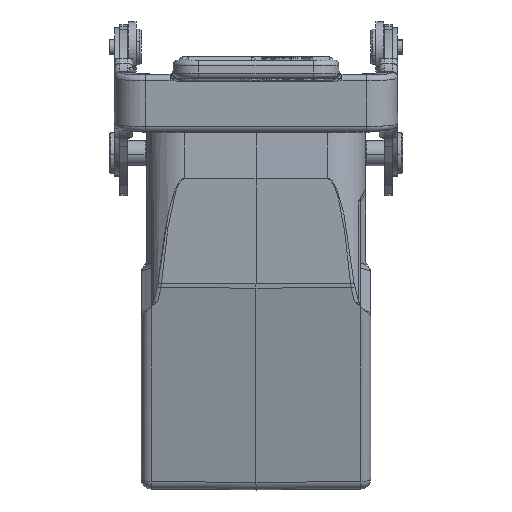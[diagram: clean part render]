
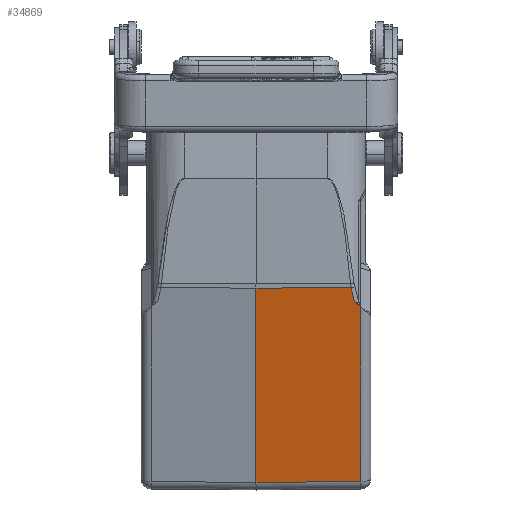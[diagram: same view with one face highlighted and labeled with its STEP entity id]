
A CAD part, left-side view. The second image highlights one B-rep face of the part: STEP entity #34869.
In plain terms, the highlighted planar face has unit normal (-0.966, -0.009, -0.259).
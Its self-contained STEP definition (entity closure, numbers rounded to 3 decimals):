
#4692=CARTESIAN_POINT('',(-33.383,-20.517,
-36.083));
#4708=DIRECTION('',(-0.259,0.,0.966));
#4709=VECTOR('',#4708,35.464);
#4710=CARTESIAN_POINT('',(-24.205,-20.517,
-70.339));
#4711=LINE('',#4710,#4709);
#4740=DIRECTION('',(-0.259,0.,0.966));
#4741=VECTOR('',#4740,39.439);
#4742=CARTESIAN_POINT('',(-24.342,0.,
-70.518));
#4743=LINE('',#4742,#4741);
#4744=CARTESIAN_POINT('',(-34.389,-18.655,
-32.394));
#4745=CARTESIAN_POINT('',(-34.15,-18.889,
-33.278));
#4746=CARTESIAN_POINT('',(-33.909,-19.089,
-34.171));
#4747=CARTESIAN_POINT('',(-33.666,-19.266,
-35.069));
#4749=DIRECTION('',(0.173,-0.765,-0.62));
#4750=VECTOR('',#4749,1.636);
#4751=CARTESIAN_POINT('',(-33.666,-19.266,
-35.069));
#4752=LINE('',#4751,#4750);
#4753=DIRECTION('',(-0.007,1.,-0.009));
#4754=VECTOR('',#4753,20.519);
#4755=CARTESIAN_POINT('',(-24.205,-20.517,
-70.339));
#4756=LINE('',#4755,#4754);
#5344=DIRECTION('',(-0.009,1.,-0.002));
#5345=VECTOR('',#5344,18.656);
#5346=CARTESIAN_POINT('',(-34.389,-18.655,
-32.394));
#5347=LINE('',#5346,#5345);
#23241=VERTEX_POINT('',#4692);
#23242=CARTESIAN_POINT('',(-24.205,-20.517,
-70.339));
#23243=VERTEX_POINT('',#23242);
#23244=CARTESIAN_POINT('',(-33.666,-19.266,
-35.069));
#23245=VERTEX_POINT('',#23244);
#23251=CARTESIAN_POINT('',(-34.389,-18.655,
-32.394));
#23252=CARTESIAN_POINT('',(-34.55,0.,
-32.423));
#23253=VERTEX_POINT('',#23251);
#23254=VERTEX_POINT('',#23252);
#23255=CARTESIAN_POINT('',(-24.342,0.,
-70.518));
#23256=VERTEX_POINT('',#23255);
#34852=CARTESIAN_POINT('',(-23.945,0.,-72.));
#34853=DIRECTION('',(-0.966,-0.009,-0.259));
#34854=DIRECTION('',(-0.259,0.,0.966));
#34855=AXIS2_PLACEMENT_3D('',#34852,#34853,#34854);
#34856=PLANE('',#34855);
#34858=ORIENTED_EDGE('',*,*,#34857,.T.);
#34860=ORIENTED_EDGE('',*,*,#34859,.F.);
#34862=ORIENTED_EDGE('',*,*,#34861,.T.);
#34863=ORIENTED_EDGE('',*,*,#34835,.T.);
#34864=ORIENTED_EDGE('',*,*,#34825,.F.);
#34866=ORIENTED_EDGE('',*,*,#34865,.T.);
#34867=EDGE_LOOP('',(#34858,#34860,#34862,#34863,#34864,#34866));
#34868=FACE_OUTER_BOUND('',#34867,.F.);
#34869=ADVANCED_FACE('',(#34868),#34856,.T.);
#4748=B_SPLINE_CURVE_WITH_KNOTS('',3,(#4744,#4745,#4746,#4747),.UNSPECIFIED.,
.F.,.F.,(4,4),(0.,1.),.UNSPECIFIED.);
#34825=EDGE_CURVE('',#23243,#23241,#4711,.T.);
#34835=EDGE_CURVE('',#23245,#23241,#4752,.T.);
#34857=EDGE_CURVE('',#23256,#23254,#4743,.T.);
#34859=EDGE_CURVE('',#23253,#23254,#5347,.T.);
#34861=EDGE_CURVE('',#23253,#23245,#4748,.T.);
#34865=EDGE_CURVE('',#23243,#23256,#4756,.T.);
